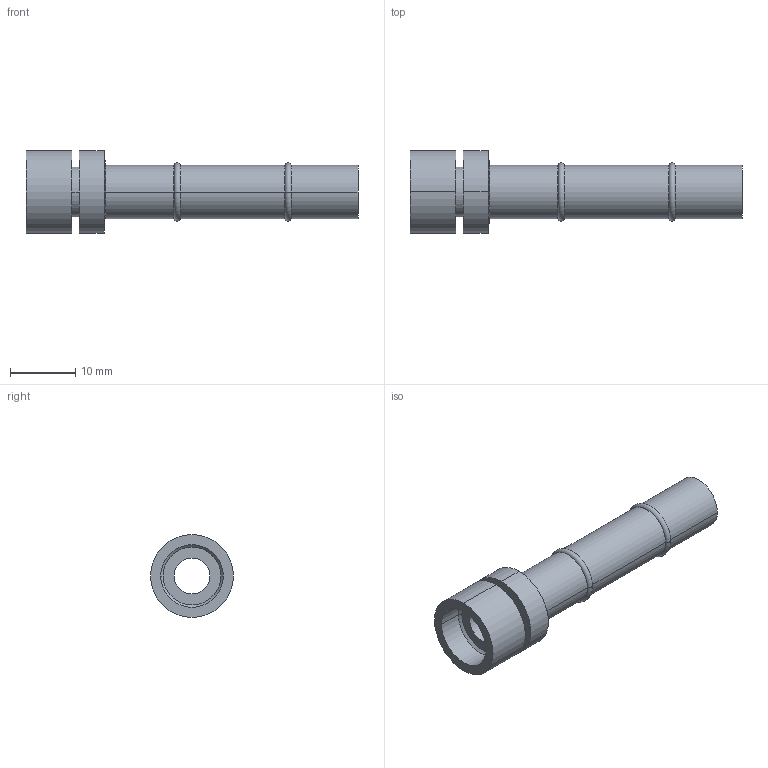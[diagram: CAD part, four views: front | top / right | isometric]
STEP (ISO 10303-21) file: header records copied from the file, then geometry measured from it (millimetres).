
FILE_DESCRIPTION((''),'2;1');
FILE_NAME('FF12262-0606_ASM','2009-10-15T',('E5250511'),('Eaton Hydraulics Inc.'),'PRO/ENGINEER BY PARAMETRIC TECHNOLOGY CORPORATION, 2005170','PRO/ENGINEER BY PARAMETRIC TECHNOLOGY CORPORATION, 2005170','');
FILE_SCHEMA(('CONFIG_CONTROL_DESIGN'));
Length unit declared in the file: millimetre
Products named in the file (4): FW1172-0606; 1F40106-06_AF0; 1F40106-06_AF1; FF12262-0606_ASM
Assembly tree (3 placements, depth 2):
  FF12262-0606_ASM
    FW1172-0606
    1F40106-06_AF0
    1F40106-06_AF1
Bounding box: 50.94 x 12.7 x 12.7 mm (x, y, z)
Volume: 2095.3 mm3; surface area: 2954.2 mm2
Topology: 3 solids, 3 shells, 45 faces, 92 edges, 60 vertices
Faces by surface type: cylinder 20, plane 13, torus 8, cone 4
Entity records: 1350 total; most frequent: DIRECTION 264, CARTESIAN_POINT 204, ORIENTED_EDGE 184, AXIS2_PLACEMENT_3D 120, EDGE_CURVE 92, CIRCLE 68, VERTEX_POINT 60, EDGE_LOOP 58
